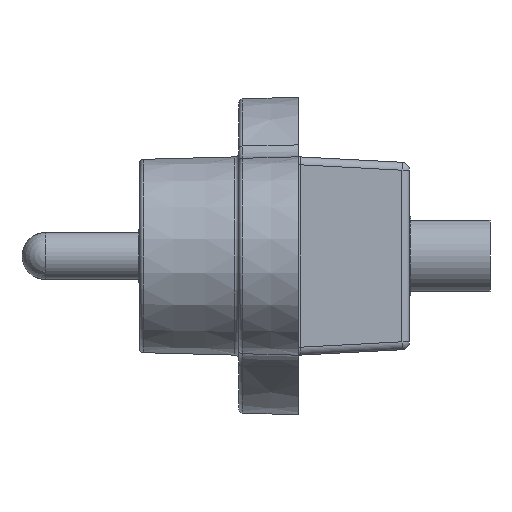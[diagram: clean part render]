
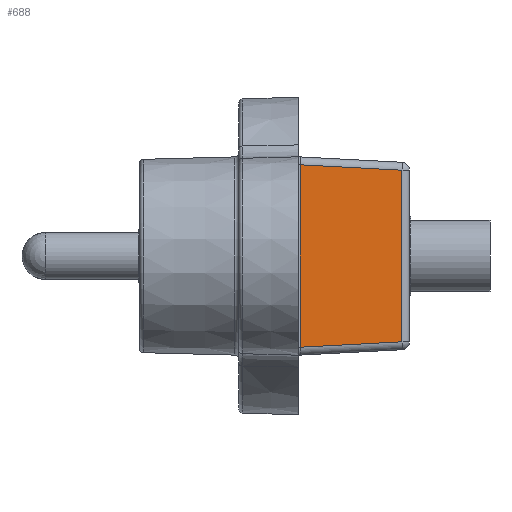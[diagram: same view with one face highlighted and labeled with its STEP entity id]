
A CAD part, left-side view. The second image highlights one B-rep face of the part: STEP entity #688.
In plain terms, the highlighted planar face has unit normal (-0.999, -0.052, 0).
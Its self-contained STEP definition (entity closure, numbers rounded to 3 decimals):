
#116 = CARTESIAN_POINT ( 'NONE',  ( -2.163, -2.61, 2.163 ) ) ;
#506 = CARTESIAN_POINT ( 'NONE',  ( -2.3, 0., -2.5 ) ) ;
#659 = CARTESIAN_POINT ( 'NONE',  ( -2.298, -0.047, 2.298 ) ) ;
#688 = ADVANCED_FACE ( 'NONE', ( #3912 ), #3239, .T. ) ;
#840 = EDGE_CURVE ( 'NONE', #3636, #1217, #3833, .T. ) ;
#961 = DIRECTION ( 'NONE',  ( -0.999, -0.052, 0. ) ) ;
#1194 = CARTESIAN_POINT ( 'NONE',  ( -2.287, -0.25, 2.287 ) ) ;
#1217 = VERTEX_POINT ( 'NONE', #116 ) ;
#1435 = EDGE_CURVE ( 'NONE', #2158, #3636, #3327, .T. ) ;
#1597 = DIRECTION ( 'NONE',  ( 0.052, -0.997, 0.052 ) ) ;
#1654 = ORIENTED_EDGE ( 'NONE', *, *, #2023, .T. ) ;
#1741 = EDGE_CURVE ( 'NONE', #5324, #2158, #3018, .T. ) ;
#1762 = CARTESIAN_POINT ( 'NONE',  ( -2.298, -0.047, -2.298 ) ) ;
#1823 = ORIENTED_EDGE ( 'NONE', *, *, #1435, .T. ) ;
#1926 = CARTESIAN_POINT ( 'NONE',  ( -2.163, -2.61, -2.5 ) ) ;
#2023 = EDGE_CURVE ( 'NONE', #1217, #5324, #2671, .T. ) ;
#2158 = VERTEX_POINT ( 'NONE', #1762 ) ;
#2251 = CARTESIAN_POINT ( 'NONE',  ( -2.298, -0.047, -2.3 ) ) ;
#2286 = ORIENTED_EDGE ( 'NONE', *, *, #840, .T. ) ;
#2384 = DIRECTION ( 'NONE',  ( 0., 0., 1. ) ) ;
#2665 = VECTOR ( 'NONE', #3059, 1000. ) ;
#2671 = LINE ( 'NONE', #1194, #2665 ) ;
#2715 = DIRECTION ( 'NONE',  ( 0., 0., -1. ) ) ;
#3011 = VECTOR ( 'NONE', #2715, 1000. ) ;
#3018 = LINE ( 'NONE', #2251, #3011 ) ;
#3059 = DIRECTION ( 'NONE',  ( -0.052, 0.997, 0.052 ) ) ;
#3239 = PLANE ( 'NONE',  #5576 ) ;
#3290 = EDGE_LOOP ( 'NONE', ( #1654, #5656, #1823, #2286 ) ) ;
#3327 = LINE ( 'NONE', #4360, #3360 ) ;
#3360 = VECTOR ( 'NONE', #1597, 1000. ) ;
#3636 = VERTEX_POINT ( 'NONE', #4619 ) ;
#3827 = VECTOR ( 'NONE', #2384, 1000. ) ;
#3833 = LINE ( 'NONE', #1926, #3827 ) ;
#3912 = FACE_OUTER_BOUND ( 'NONE', #3290, .T. ) ;
#4160 = DIRECTION ( 'NONE',  ( 0.052, -0.999, 0. ) ) ;
#4360 = CARTESIAN_POINT ( 'NONE',  ( -2.301, 0.01, -2.301 ) ) ;
#4619 = CARTESIAN_POINT ( 'NONE',  ( -2.163, -2.61, -2.163 ) ) ;
#5324 = VERTEX_POINT ( 'NONE', #659 ) ;
#5576 = AXIS2_PLACEMENT_3D ( 'NONE', #506, #961, #4160 ) ;
#5656 = ORIENTED_EDGE ( 'NONE', *, *, #1741, .T. ) ;
